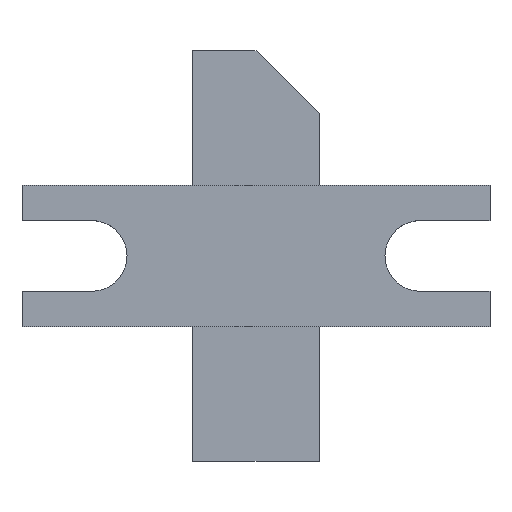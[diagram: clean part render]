
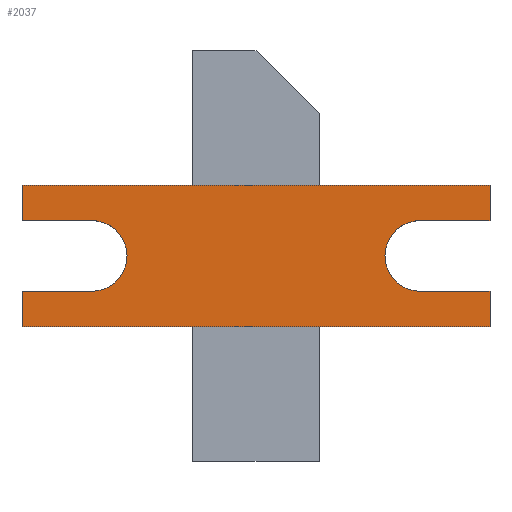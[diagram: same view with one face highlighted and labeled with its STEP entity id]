
A CAD part, top view. The second image highlights one B-rep face of the part: STEP entity #2037.
In plain terms, the highlighted planar face has unit normal (0, 0, 1).
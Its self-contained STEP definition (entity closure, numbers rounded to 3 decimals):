
#2037=ADVANCED_FACE('',(#3510),#3512,.T.);
#3510=FACE_BOUND('',#3511,.T.);
#3511=EDGE_LOOP('',(#5054,#5055,#5056,#5057,#5058,#5059,#5060,#5061,#5062,#5063,
#5064,#5065));
#3512=PLANE('',#3513);
#3513=AXIS2_PLACEMENT_3D('',#3514,#3515,#3516);
#3514=CARTESIAN_POINT('',(0.,0.,1.6));
#3515=DIRECTION('',(0.,0.,1.));
#3516=DIRECTION('',(-1.,0.,0.));
#5054=ORIENTED_EDGE('',*,*,#5659,.T.);
#5055=ORIENTED_EDGE('',*,*,#5657,.T.);
#5056=ORIENTED_EDGE('',*,*,#5679,.T.);
#5057=ORIENTED_EDGE('',*,*,#5677,.T.);
#5058=ORIENTED_EDGE('',*,*,#5675,.T.);
#5059=ORIENTED_EDGE('',*,*,#5673,.T.);
#5060=ORIENTED_EDGE('',*,*,#5671,.T.);
#5061=ORIENTED_EDGE('',*,*,#5669,.T.);
#5062=ORIENTED_EDGE('',*,*,#5667,.T.);
#5063=ORIENTED_EDGE('',*,*,#5665,.T.);
#5064=ORIENTED_EDGE('',*,*,#5663,.T.);
#5065=ORIENTED_EDGE('',*,*,#5661,.T.);
#5657=EDGE_CURVE('',#6666,#6664,#6667,.T.);
#5659=EDGE_CURVE('',#6669,#6666,#6670,.T.);
#5661=EDGE_CURVE('',#6672,#6669,#6673,.T.);
#5663=EDGE_CURVE('',#6675,#6672,#6676,.T.);
#5665=EDGE_CURVE('',#6678,#6675,#6679,.T.);
#5667=EDGE_CURVE('',#6681,#6678,#6682,.T.);
#5669=EDGE_CURVE('',#6684,#6681,#6685,.T.);
#5671=EDGE_CURVE('',#6687,#6684,#6688,.T.);
#5673=EDGE_CURVE('',#6690,#6687,#6691,.T.);
#5675=EDGE_CURVE('',#6693,#6690,#6694,.T.);
#5677=EDGE_CURVE('',#6696,#6693,#6697,.T.);
#5679=EDGE_CURVE('',#6664,#6696,#6699,.T.);
#6664=VERTEX_POINT('',#8896);
#6666=VERTEX_POINT('',#8900);
#6667=LINE('',#8901,#8902);
#6669=VERTEX_POINT('',#8907);
#6670=LINE('',#8908,#8909);
#6672=VERTEX_POINT('',#8914);
#6673=LINE('',#8915,#8916);
#6675=VERTEX_POINT('',#8921);
#6676=CIRCLE('',#8922,1.55);
#6678=VERTEX_POINT('',#8929);
#6679=LINE('',#8930,#8931);
#6681=VERTEX_POINT('',#8936);
#6682=LINE('',#8937,#8938);
#6684=VERTEX_POINT('',#8943);
#6685=LINE('',#8944,#8945);
#6687=VERTEX_POINT('',#8950);
#6688=LINE('',#8951,#8952);
#6690=VERTEX_POINT('',#8957);
#6691=LINE('',#8958,#8959);
#6693=VERTEX_POINT('',#8964);
#6694=CIRCLE('',#8965,1.55);
#6696=VERTEX_POINT('',#8972);
#6697=LINE('',#8973,#8974);
#6699=LINE('',#8979,#8980);
#8896=CARTESIAN_POINT('',(10.25,-3.1,1.6));
#8900=CARTESIAN_POINT('',(-10.25,-3.1,1.6));
#8901=CARTESIAN_POINT('',(-10.25,-3.1,1.6));
#8902=VECTOR('',#8903,1.);
#8903=DIRECTION('',(1.,0.,0.));
#8907=CARTESIAN_POINT('',(-10.25,-1.55,1.6));
#8908=CARTESIAN_POINT('',(-10.25,-1.55,1.6));
#8909=VECTOR('',#8910,1.);
#8910=DIRECTION('',(0.,-1.,0.));
#8914=CARTESIAN_POINT('',(-7.2,-1.55,1.6));
#8915=CARTESIAN_POINT('',(-7.2,-1.55,1.6));
#8916=VECTOR('',#8917,1.);
#8917=DIRECTION('',(-1.,0.,0.));
#8921=CARTESIAN_POINT('',(-7.2,1.55,1.6));
#8922=AXIS2_PLACEMENT_3D('',#8923,#8924,#8925);
#8923=CARTESIAN_POINT('',(-7.2,0.,1.6));
#8924=DIRECTION('',(0.,0.,-1.));
#8925=DIRECTION('',(0.,1.,0.));
#8929=CARTESIAN_POINT('',(-10.25,1.55,1.6));
#8930=CARTESIAN_POINT('',(-10.25,1.55,1.6));
#8931=VECTOR('',#8932,1.);
#8932=DIRECTION('',(1.,0.,0.));
#8936=CARTESIAN_POINT('',(-10.25,3.1,1.6));
#8937=CARTESIAN_POINT('',(-10.25,3.1,1.6));
#8938=VECTOR('',#8939,1.);
#8939=DIRECTION('',(0.,-1.,0.));
#8943=CARTESIAN_POINT('',(10.25,3.1,1.6));
#8944=CARTESIAN_POINT('',(10.25,3.1,1.6));
#8945=VECTOR('',#8946,1.);
#8946=DIRECTION('',(-1.,0.,0.));
#8950=CARTESIAN_POINT('',(10.25,1.55,1.6));
#8951=CARTESIAN_POINT('',(10.25,1.55,1.6));
#8952=VECTOR('',#8953,1.);
#8953=DIRECTION('',(0.,1.,0.));
#8957=CARTESIAN_POINT('',(7.2,1.55,1.6));
#8958=CARTESIAN_POINT('',(7.2,1.55,1.6));
#8959=VECTOR('',#8960,1.);
#8960=DIRECTION('',(1.,0.,0.));
#8964=CARTESIAN_POINT('',(7.2,-1.55,1.6));
#8965=AXIS2_PLACEMENT_3D('',#8966,#8967,#8968);
#8966=CARTESIAN_POINT('',(7.2,0.,1.6));
#8967=DIRECTION('',(0.,0.,-1.));
#8968=DIRECTION('',(0.,-1.,0.));
#8972=CARTESIAN_POINT('',(10.25,-1.55,1.6));
#8973=CARTESIAN_POINT('',(10.25,-1.55,1.6));
#8974=VECTOR('',#8975,1.);
#8975=DIRECTION('',(-1.,0.,0.));
#8979=CARTESIAN_POINT('',(10.25,-3.1,1.6));
#8980=VECTOR('',#8981,1.);
#8981=DIRECTION('',(0.,1.,0.));
